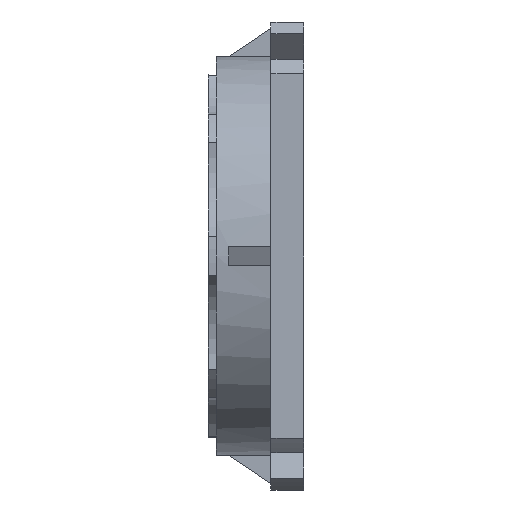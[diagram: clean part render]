
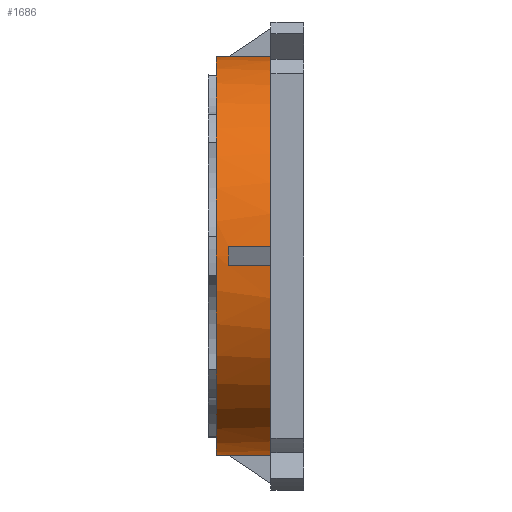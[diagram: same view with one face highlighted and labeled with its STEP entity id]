
A CAD part, front view. The second image highlights one B-rep face of the part: STEP entity #1686.
In plain terms, the highlighted cylindrical face has radius 60.5 mm (diameter 121 mm), a partial arc.
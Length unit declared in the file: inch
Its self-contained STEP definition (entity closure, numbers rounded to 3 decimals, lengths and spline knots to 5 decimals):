
#109 = DIRECTION ( 'NONE',  ( 0., 0., -1. ) ) ;
#174 = AXIS2_PLACEMENT_3D ( 'NONE', #3679, #1852, #109 ) ;
#423 = CARTESIAN_POINT ( 'NONE',  ( 0.09843, 0., 0. ) ) ;
#469 = CARTESIAN_POINT ( 'NONE',  ( 0.74803, -0.11811, -2.37896 ) ) ;
#506 = CARTESIAN_POINT ( 'NONE',  ( 0.24764, -0.03939, -2.38189 ) ) ;
#512 = ORIENTED_EDGE ( 'NONE', *, *, #1363, .F. ) ;
#536 = CARTESIAN_POINT ( 'NONE',  ( 0.09843, 0., 2.38189 ) ) ;
#564 = DIRECTION ( 'NONE',  ( 1., 0., 0. ) ) ;
#565 = CARTESIAN_POINT ( 'NONE',  ( 0.24326, -0.11811, 2.37896 ) ) ;
#605 = AXIS2_PLACEMENT_3D ( 'NONE', #2518, #2824, #1038 ) ;
#610 = AXIS2_PLACEMENT_3D ( 'NONE', #1139, #3234, #1442 ) ;
#693 = FACE_OUTER_BOUND ( 'NONE', #2820, .T. ) ;
#696 = ORIENTED_EDGE ( 'NONE', *, *, #3575, .T. ) ;
#710 = DIRECTION ( 'NONE',  ( 0., 0., 1. ) ) ;
#740 = LINE ( 'NONE', #2638, #2293 ) ;
#760 = DIRECTION ( 'NONE',  ( 1., 0., 0. ) ) ;
#768 = ORIENTED_EDGE ( 'NONE', *, *, #1879, .T. ) ;
#819 = VECTOR ( 'NONE', #760, 39.37008 ) ;
#820 = DIRECTION ( 'NONE',  ( 1., 0., 0. ) ) ;
#888 = VERTEX_POINT ( 'NONE', #1219 ) ;
#972 = CARTESIAN_POINT ( 'NONE',  ( 0.2491, -2.38287, -0.0394 ) ) ;
#1038 = DIRECTION ( 'NONE',  ( 0., 0., -1. ) ) ;
#1045 = LINE ( 'NONE', #536, #2530 ) ;
#1081 = CARTESIAN_POINT ( 'NONE',  ( 0.24618, -0.07877, -2.38091 ) ) ;
#1100 = ORIENTED_EDGE ( 'NONE', *, *, #3711, .F. ) ;
#1129 = CARTESIAN_POINT ( 'NONE',  ( 0.24764, 0., 2.38189 ) ) ;
#1139 = CARTESIAN_POINT ( 'NONE',  ( 0.74803, 0., 0. ) ) ;
#1156 = DIRECTION ( 'NONE',  ( 1., 0., 0. ) ) ;
#1181 = EDGE_CURVE ( 'NONE', #1960, #3627, #2065, .T. ) ;
#1219 = CARTESIAN_POINT ( 'NONE',  ( 0.09843, 0., -2.38189 ) ) ;
#1362 = ORIENTED_EDGE ( 'NONE', *, *, #2598, .T. ) ;
#1363 = EDGE_CURVE ( 'NONE', #3413, #2773, #3215, .T. ) ;
#1384 = CYLINDRICAL_SURFACE ( 'NONE', #605, 2.38189 ) ;
#1386 = CARTESIAN_POINT ( 'NONE',  ( 0.24764, 0., -2.38189 ) ) ;
#1419 =( BOUNDED_CURVE ( )  B_SPLINE_CURVE ( 3, ( #2756, #972, #3379, #1576 ),
 .UNSPECIFIED., .F., .F. ) 
 B_SPLINE_CURVE_WITH_KNOTS ( ( 4, 4 ),
 ( 6.23358, 6.33279 ),
 .UNSPECIFIED. ) 
 CURVE ( )  GEOMETRIC_REPRESENTATION_ITEM ( )  RATIONAL_B_SPLINE_CURVE ( ( 1., 0.999, 0.999, 1. ) ) 
 REPRESENTATION_ITEM ( '' )  );
#1442 = DIRECTION ( 'NONE',  ( 0., 0., -1. ) ) ;
#1504 = LINE ( 'NONE', #2845, #819 ) ;
#1526 = ORIENTED_EDGE ( 'NONE', *, *, #2137, .T. ) ;
#1527 = ORIENTED_EDGE ( 'NONE', *, *, #2198, .F. ) ;
#1537 = CARTESIAN_POINT ( 'NONE',  ( 0.74803, -2.37896, 0.11811 ) ) ;
#1576 = CARTESIAN_POINT ( 'NONE',  ( 0.24326, -2.37896, 0.11811 ) ) ;
#1613 = CIRCLE ( 'NONE', #610, 2.38189 ) ;
#1616 = VECTOR ( 'NONE', #3223, 39.37008 ) ;
#1617 = VERTEX_POINT ( 'NONE', #2641 ) ;
#1686 = ADVANCED_FACE ( 'NONE', ( #693 ), #1384, .T. ) ;
#1749 = EDGE_CURVE ( 'NONE', #3075, #2773, #3613, .T. ) ;
#1852 = DIRECTION ( 'NONE',  ( -1., 0., 0. ) ) ;
#1858 = EDGE_CURVE ( 'NONE', #3413, #2619, #1613, .T. ) ;
#1879 = EDGE_CURVE ( 'NONE', #1922, #1960, #740, .T. ) ;
#1922 = VERTEX_POINT ( 'NONE', #2964 ) ;
#1957 = VECTOR ( 'NONE', #3429, 39.37008 ) ;
#1960 = VERTEX_POINT ( 'NONE', #1537 ) ;
#2065 = CIRCLE ( 'NONE', #174, 2.38189 ) ;
#2131 = CIRCLE ( 'NONE', #3159, 2.38189 ) ;
#2132 = LINE ( 'NONE', #3112, #1957 ) ;
#2137 = EDGE_CURVE ( 'NONE', #3436, #2152, #2653, .T. ) ;
#2152 = VERTEX_POINT ( 'NONE', #3819 ) ;
#2198 = EDGE_CURVE ( 'NONE', #1617, #2619, #3006, .T. ) ;
#2225 = CARTESIAN_POINT ( 'NONE',  ( 0.24764, 0., -2.38189 ) ) ;
#2260 = ORIENTED_EDGE ( 'NONE', *, *, #1749, .T. ) ;
#2281 = ORIENTED_EDGE ( 'NONE', *, *, #1181, .T. ) ;
#2291 = CARTESIAN_POINT ( 'NONE',  ( 0.09843, -0.11811, -2.37896 ) ) ;
#2293 = VECTOR ( 'NONE', #1156, 39.37008 ) ;
#2475 = DIRECTION ( 'NONE',  ( -1., 0., 0. ) ) ;
#2518 = CARTESIAN_POINT ( 'NONE',  ( 0.09843, 0., 0. ) ) ;
#2530 = VECTOR ( 'NONE', #820, 39.37008 ) ;
#2545 = CARTESIAN_POINT ( 'NONE',  ( 0.74803, -2.37896, -0.11811 ) ) ;
#2565 = ORIENTED_EDGE ( 'NONE', *, *, #1858, .T. ) ;
#2598 = EDGE_CURVE ( 'NONE', #888, #3075, #1504, .T. ) ;
#2619 = VERTEX_POINT ( 'NONE', #2545 ) ;
#2638 = CARTESIAN_POINT ( 'NONE',  ( 0.09843, -2.37896, 0.11811 ) ) ;
#2641 = CARTESIAN_POINT ( 'NONE',  ( 0.24326, -2.37896, -0.11811 ) ) ;
#2653 =( BOUNDED_CURVE ( )  B_SPLINE_CURVE ( 3, ( #565, #3251, #2925, #1129 ),
 .UNSPECIFIED., .F., .F. ) 
 B_SPLINE_CURVE_WITH_KNOTS ( ( 4, 4 ),
 ( 6.23358, 6.28319 ),
 .UNSPECIFIED. ) 
 CURVE ( )  GEOMETRIC_REPRESENTATION_ITEM ( )  RATIONAL_B_SPLINE_CURVE ( ( 1., 1., 1., 1. ) ) 
 REPRESENTATION_ITEM ( '' )  );
#2662 = ORIENTED_EDGE ( 'NONE', *, *, #2906, .F. ) ;
#2688 = EDGE_CURVE ( 'NONE', #3302, #2152, #1045, .T. ) ;
#2756 = CARTESIAN_POINT ( 'NONE',  ( 0.24326, -2.37896, -0.11811 ) ) ;
#2773 = VERTEX_POINT ( 'NONE', #2943 ) ;
#2820 = EDGE_LOOP ( 'NONE', ( #3458, #2662, #1362, #2260, #512, #2565, #1527, #696, #768, #2281, #1100, #1526 ) ) ;
#2824 = DIRECTION ( 'NONE',  ( 1., 0., 0. ) ) ;
#2845 = CARTESIAN_POINT ( 'NONE',  ( 0.09843, 0., -2.38189 ) ) ;
#2906 = EDGE_CURVE ( 'NONE', #888, #3302, #2131, .T. ) ;
#2925 = CARTESIAN_POINT ( 'NONE',  ( 0.24764, -0.03939, 2.38189 ) ) ;
#2937 = CARTESIAN_POINT ( 'NONE',  ( 0.09843, -2.37896, -0.11811 ) ) ;
#2943 = CARTESIAN_POINT ( 'NONE',  ( 0.24326, -0.11811, -2.37896 ) ) ;
#2964 = CARTESIAN_POINT ( 'NONE',  ( 0.24326, -2.37896, 0.11811 ) ) ;
#3006 = LINE ( 'NONE', #2937, #3624 ) ;
#3075 = VERTEX_POINT ( 'NONE', #2225 ) ;
#3112 = CARTESIAN_POINT ( 'NONE',  ( 0.09843, -0.11811, 2.37896 ) ) ;
#3159 = AXIS2_PLACEMENT_3D ( 'NONE', #423, #2475, #710 ) ;
#3215 = LINE ( 'NONE', #2291, #1616 ) ;
#3223 = DIRECTION ( 'NONE',  ( -1., 0., 0. ) ) ;
#3234 = DIRECTION ( 'NONE',  ( -1., 0., 0. ) ) ;
#3251 = CARTESIAN_POINT ( 'NONE',  ( 0.24618, -0.07877, 2.38091 ) ) ;
#3302 = VERTEX_POINT ( 'NONE', #3421 ) ;
#3379 = CARTESIAN_POINT ( 'NONE',  ( 0.2491, -2.38287, 0.0394 ) ) ;
#3413 = VERTEX_POINT ( 'NONE', #469 ) ;
#3421 = CARTESIAN_POINT ( 'NONE',  ( 0.09843, 0., 2.38189 ) ) ;
#3429 = DIRECTION ( 'NONE',  ( 1., 0., 0. ) ) ;
#3436 = VERTEX_POINT ( 'NONE', #3753 ) ;
#3458 = ORIENTED_EDGE ( 'NONE', *, *, #2688, .F. ) ;
#3495 = CARTESIAN_POINT ( 'NONE',  ( 0.24326, -0.11811, -2.37896 ) ) ;
#3575 = EDGE_CURVE ( 'NONE', #1617, #1922, #1419, .T. ) ;
#3613 =( BOUNDED_CURVE ( )  B_SPLINE_CURVE ( 3, ( #1386, #506, #1081, #3495 ),
 .UNSPECIFIED., .F., .F. ) 
 B_SPLINE_CURVE_WITH_KNOTS ( ( 4, 4 ),
 ( 0., 0.04961 ),
 .UNSPECIFIED. ) 
 CURVE ( )  GEOMETRIC_REPRESENTATION_ITEM ( )  RATIONAL_B_SPLINE_CURVE ( ( 1., 1., 1., 1. ) ) 
 REPRESENTATION_ITEM ( '' )  );
#3624 = VECTOR ( 'NONE', #564, 39.37008 ) ;
#3627 = VERTEX_POINT ( 'NONE', #3689 ) ;
#3679 = CARTESIAN_POINT ( 'NONE',  ( 0.74803, 0., 0. ) ) ;
#3689 = CARTESIAN_POINT ( 'NONE',  ( 0.74803, -0.11811, 2.37896 ) ) ;
#3711 = EDGE_CURVE ( 'NONE', #3436, #3627, #2132, .T. ) ;
#3753 = CARTESIAN_POINT ( 'NONE',  ( 0.24326, -0.11811, 2.37896 ) ) ;
#3819 = CARTESIAN_POINT ( 'NONE',  ( 0.24764, 0., 2.38189 ) ) ;
